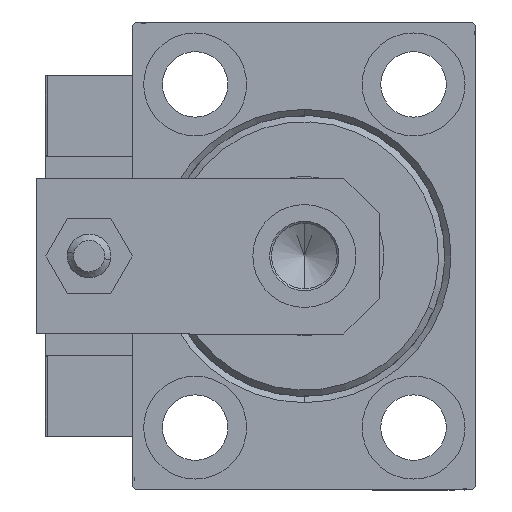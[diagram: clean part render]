
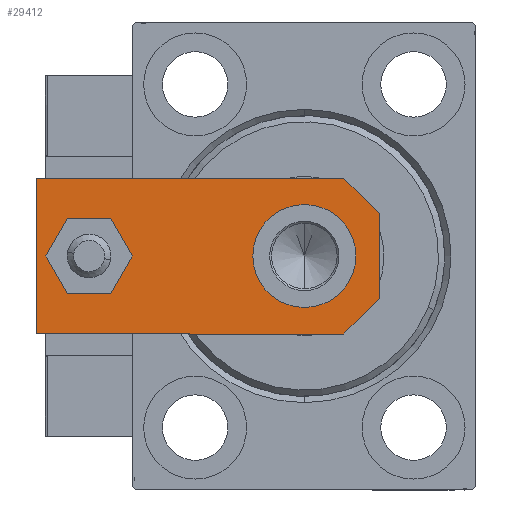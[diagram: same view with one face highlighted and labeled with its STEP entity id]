
A CAD part, left-side view. The second image highlights one B-rep face of the part: STEP entity #29412.
In plain terms, the highlighted face is planar.
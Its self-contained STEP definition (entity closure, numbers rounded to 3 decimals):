
#33 = ORIENTED_EDGE ( 'NONE', *, *, #45994, .T. ) ;
#67 = VECTOR ( 'NONE', #49699, 1000. ) ;
#563 = CARTESIAN_POINT ( 'NONE',  ( 0., 46.5, 6. ) ) ;
#767 = EDGE_CURVE ( 'NONE', #7442, #46493, #27214, .T. ) ;
#986 = CARTESIAN_POINT ( 'NONE',  ( 12.5, 0., 6. ) ) ;
#1111 = CARTESIAN_POINT ( 'NONE',  ( -12.5, 55., 6. ) ) ;
#1234 = CARTESIAN_POINT ( 'NONE',  ( -12.5, 0., 6. ) ) ;
#1586 = ORIENTED_EDGE ( 'NONE', *, *, #11886, .F. ) ;
#1993 = VECTOR ( 'NONE', #20654, 1000. ) ;
#2105 = VERTEX_POINT ( 'NONE', #34078 ) ;
#2204 = CARTESIAN_POINT ( 'NONE',  ( -12.5, 5.66, 6. ) ) ;
#3183 = AXIS2_PLACEMENT_3D ( 'NONE', #39057, #46400, #39802 ) ;
#3531 = AXIS2_PLACEMENT_3D ( 'NONE', #40569, #33253, #9532 ) ;
#3649 = CARTESIAN_POINT ( 'NONE',  ( -3.42, -3.42, 6. ) ) ;
#4109 = EDGE_CURVE ( 'NONE', #46493, #32573, #35690, .T. ) ;
#4141 = ORIENTED_EDGE ( 'NONE', *, *, #4367, .T. ) ;
#4367 = EDGE_CURVE ( 'NONE', #20561, #5695, #23449, .T. ) ;
#4978 = PLANE ( 'NONE',  #3183 ) ;
#5695 = VERTEX_POINT ( 'NONE', #12297 ) ;
#5909 = DIRECTION ( 'NONE',  ( 0., 0., 1. ) ) ;
#6931 = VERTEX_POINT ( 'NONE', #38059 ) ;
#7283 = EDGE_CURVE ( 'NONE', #5695, #48393, #42293, .T. ) ;
#7442 = VERTEX_POINT ( 'NONE', #21543 ) ;
#8529 = ORIENTED_EDGE ( 'NONE', *, *, #16193, .F. ) ;
#8636 = DIRECTION ( 'NONE',  ( 0., 0., 1. ) ) ;
#8713 = DIRECTION ( 'NONE',  ( 0.707, 0.707, 0. ) ) ;
#9286 = EDGE_CURVE ( 'NONE', #32573, #20561, #29893, .T. ) ;
#9517 = ORIENTED_EDGE ( 'NONE', *, *, #44489, .F. ) ;
#9532 = DIRECTION ( 'NONE',  ( 1., 0., 0. ) ) ;
#11886 = EDGE_CURVE ( 'NONE', #21316, #6931, #15654, .T. ) ;
#12297 = CARTESIAN_POINT ( 'NONE',  ( 6.84, 0., 6. ) ) ;
#12433 = CARTESIAN_POINT ( 'NONE',  ( -12.5, 55., 6. ) ) ;
#14375 = ORIENTED_EDGE ( 'NONE', *, *, #767, .T. ) ;
#14829 = VECTOR ( 'NONE', #8713, 1000. ) ;
#15014 = CIRCLE ( 'NONE', #35983, 4. ) ;
#15654 = CIRCLE ( 'NONE', #30185, 4. ) ;
#16193 = EDGE_CURVE ( 'NONE', #6931, #21316, #15014, .T. ) ;
#17267 = AXIS2_PLACEMENT_3D ( 'NONE', #25609, #41517, #30651 ) ;
#19724 = CARTESIAN_POINT ( 'NONE',  ( -6.84, 0., 6. ) ) ;
#19869 = FACE_BOUND ( 'NONE', #33484, .T. ) ;
#20561 = VERTEX_POINT ( 'NONE', #19724 ) ;
#20654 = DIRECTION ( 'NONE',  ( 0., 1., 0. ) ) ;
#21316 = VERTEX_POINT ( 'NONE', #36903 ) ;
#21543 = CARTESIAN_POINT ( 'NONE',  ( 12.5, 55., 6. ) ) ;
#21628 = ORIENTED_EDGE ( 'NONE', *, *, #44138, .F. ) ;
#22111 = VECTOR ( 'NONE', #45309, 1000. ) ;
#22934 = EDGE_LOOP ( 'NONE', ( #49480, #28815, #4141, #43667, #33, #14375 ) ) ;
#23449 = LINE ( 'NONE', #1234, #26821 ) ;
#25609 = CARTESIAN_POINT ( 'NONE',  ( 0., 12., 6. ) ) ;
#25998 = VECTOR ( 'NONE', #29038, 1000. ) ;
#26821 = VECTOR ( 'NONE', #39099, 1000. ) ;
#27214 = LINE ( 'NONE', #49160, #67 ) ;
#28815 = ORIENTED_EDGE ( 'NONE', *, *, #9286, .T. ) ;
#29038 = DIRECTION ( 'NONE',  ( 0., -1., 0. ) ) ;
#29412 = ADVANCED_FACE ( 'NONE', ( #42598, #30993, #19869 ), #4978, .T. ) ;
#29614 = DIRECTION ( 'NONE',  ( 1., 0., 0. ) ) ;
#29893 = LINE ( 'NONE', #3649, #22111 ) ;
#30185 = AXIS2_PLACEMENT_3D ( 'NONE', #48814, #5909, #29614 ) ;
#30460 = CARTESIAN_POINT ( 'NONE',  ( 12.5, 5.66, 6. ) ) ;
#30651 = DIRECTION ( 'NONE',  ( 1., 0., 0. ) ) ;
#30993 = FACE_OUTER_BOUND ( 'NONE', #22934, .T. ) ;
#31842 = DIRECTION ( 'NONE',  ( 1., 0., 0. ) ) ;
#32573 = VERTEX_POINT ( 'NONE', #2204 ) ;
#33253 = DIRECTION ( 'NONE',  ( 0., 0., 1. ) ) ;
#33484 = EDGE_LOOP ( 'NONE', ( #9517, #21628 ) ) ;
#34078 = CARTESIAN_POINT ( 'NONE',  ( 8.25, 12., 6. ) ) ;
#34141 = CIRCLE ( 'NONE', #3531, 8.25 ) ;
#35462 = CARTESIAN_POINT ( 'NONE',  ( 3.42, -3.42, 6. ) ) ;
#35690 = LINE ( 'NONE', #1111, #25998 ) ;
#35812 = LINE ( 'NONE', #986, #1993 ) ;
#35983 = AXIS2_PLACEMENT_3D ( 'NONE', #563, #8636, #31842 ) ;
#36903 = CARTESIAN_POINT ( 'NONE',  ( 4., 46.5, 6. ) ) ;
#37636 = VERTEX_POINT ( 'NONE', #48114 ) ;
#38059 = CARTESIAN_POINT ( 'NONE',  ( -4., 46.5, 6. ) ) ;
#38377 = EDGE_LOOP ( 'NONE', ( #8529, #1586 ) ) ;
#39033 = CIRCLE ( 'NONE', #17267, 8.25 ) ;
#39057 = CARTESIAN_POINT ( 'NONE',  ( 0., 0., 6. ) ) ;
#39099 = DIRECTION ( 'NONE',  ( 1., 0., 0. ) ) ;
#39802 = DIRECTION ( 'NONE',  ( 1., 0., 0. ) ) ;
#40569 = CARTESIAN_POINT ( 'NONE',  ( 0., 12., 6. ) ) ;
#41517 = DIRECTION ( 'NONE',  ( 0., 0., 1. ) ) ;
#42293 = LINE ( 'NONE', #35462, #14829 ) ;
#42598 = FACE_BOUND ( 'NONE', #38377, .T. ) ;
#43667 = ORIENTED_EDGE ( 'NONE', *, *, #7283, .T. ) ;
#44138 = EDGE_CURVE ( 'NONE', #2105, #37636, #34141, .T. ) ;
#44489 = EDGE_CURVE ( 'NONE', #37636, #2105, #39033, .T. ) ;
#45309 = DIRECTION ( 'NONE',  ( 0.707, -0.707, 0. ) ) ;
#45994 = EDGE_CURVE ( 'NONE', #48393, #7442, #35812, .T. ) ;
#46400 = DIRECTION ( 'NONE',  ( 0., 0., 1. ) ) ;
#46493 = VERTEX_POINT ( 'NONE', #12433 ) ;
#48114 = CARTESIAN_POINT ( 'NONE',  ( -8.25, 12., 6. ) ) ;
#48393 = VERTEX_POINT ( 'NONE', #30460 ) ;
#48814 = CARTESIAN_POINT ( 'NONE',  ( 0., 46.5, 6. ) ) ;
#49160 = CARTESIAN_POINT ( 'NONE',  ( 12.5, 55., 6. ) ) ;
#49480 = ORIENTED_EDGE ( 'NONE', *, *, #4109, .T. ) ;
#49699 = DIRECTION ( 'NONE',  ( -1., 0., 0. ) ) ;
